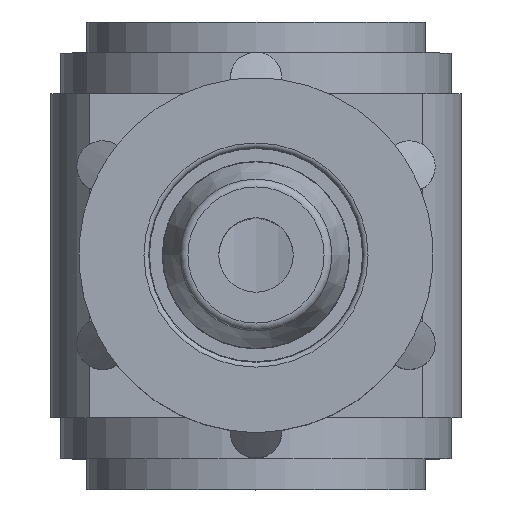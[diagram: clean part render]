
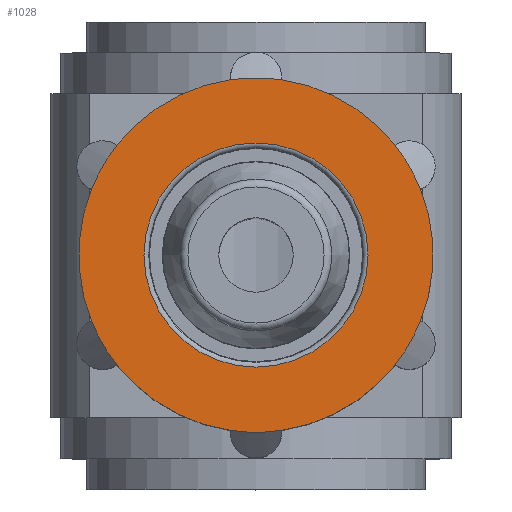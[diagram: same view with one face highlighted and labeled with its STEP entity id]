
A CAD part, top view. The second image highlights one B-rep face of the part: STEP entity #1028.
In plain terms, the highlighted face is planar.
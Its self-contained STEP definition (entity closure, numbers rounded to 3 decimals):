
#151=PLANE('',#1186);
#314=ORIENTED_EDGE('',*,*,#499,.F.);
#315=ORIENTED_EDGE('',*,*,#500,.T.);
#316=ORIENTED_EDGE('',*,*,#501,.T.);
#317=ORIENTED_EDGE('',*,*,#502,.T.);
#318=ORIENTED_EDGE('',*,*,#503,.T.);
#319=ORIENTED_EDGE('',*,*,#504,.T.);
#320=ORIENTED_EDGE('',*,*,#505,.T.);
#321=ORIENTED_EDGE('',*,*,#506,.T.);
#322=ORIENTED_EDGE('',*,*,#507,.T.);
#323=ORIENTED_EDGE('',*,*,#508,.T.);
#324=ORIENTED_EDGE('',*,*,#509,.T.);
#325=ORIENTED_EDGE('',*,*,#510,.T.);
#326=ORIENTED_EDGE('',*,*,#511,.T.);
#499=EDGE_CURVE('',#612,#612,#684,.T.);
#500=EDGE_CURVE('',#613,#614,#685,.T.);
#501=EDGE_CURVE('',#614,#615,#686,.F.);
#502=EDGE_CURVE('',#615,#616,#687,.T.);
#503=EDGE_CURVE('',#616,#617,#688,.F.);
#504=EDGE_CURVE('',#617,#618,#689,.T.);
#505=EDGE_CURVE('',#618,#619,#690,.F.);
#506=EDGE_CURVE('',#619,#620,#691,.T.);
#507=EDGE_CURVE('',#620,#621,#692,.F.);
#508=EDGE_CURVE('',#621,#622,#693,.T.);
#509=EDGE_CURVE('',#622,#623,#694,.F.);
#510=EDGE_CURVE('',#623,#624,#695,.T.);
#511=EDGE_CURVE('',#624,#613,#696,.F.);
#612=VERTEX_POINT('',#1814);
#613=VERTEX_POINT('',#1816);
#614=VERTEX_POINT('',#1817);
#615=VERTEX_POINT('',#1819);
#616=VERTEX_POINT('',#1821);
#617=VERTEX_POINT('',#1823);
#618=VERTEX_POINT('',#1825);
#619=VERTEX_POINT('',#1827);
#620=VERTEX_POINT('',#1829);
#621=VERTEX_POINT('',#1831);
#622=VERTEX_POINT('',#1833);
#623=VERTEX_POINT('',#1835);
#624=VERTEX_POINT('',#1837);
#684=CIRCLE('',#1187,4.363);
#685=CIRCLE('',#1188,6.9);
#686=CIRCLE('',#1189,6.9);
#687=CIRCLE('',#1190,6.9);
#688=CIRCLE('',#1191,6.9);
#689=CIRCLE('',#1192,6.9);
#690=CIRCLE('',#1193,6.9);
#691=CIRCLE('',#1194,6.9);
#692=CIRCLE('',#1195,6.9);
#693=CIRCLE('',#1196,6.9);
#694=CIRCLE('',#1197,6.9);
#695=CIRCLE('',#1198,6.9);
#696=CIRCLE('',#1199,6.9);
#790=EDGE_LOOP('',(#314));
#791=EDGE_LOOP('',(#315,#316,#317,#318,#319,#320,#321,#322,#323,#324,#325,
#326));
#908=FACE_BOUND('',#790,.T.);
#909=FACE_BOUND('',#791,.T.);
#1028=ADVANCED_FACE('',(#908,#909),#151,.F.);
#1186=AXIS2_PLACEMENT_3D('',#1812,#1449,#1450);
#1187=AXIS2_PLACEMENT_3D('',#1813,#1451,#1452);
#1188=AXIS2_PLACEMENT_3D('',#1815,#1453,#1454);
#1189=AXIS2_PLACEMENT_3D('',#1818,#1455,#1456);
#1190=AXIS2_PLACEMENT_3D('',#1820,#1457,#1458);
#1191=AXIS2_PLACEMENT_3D('',#1822,#1459,#1460);
#1192=AXIS2_PLACEMENT_3D('',#1824,#1461,#1462);
#1193=AXIS2_PLACEMENT_3D('',#1826,#1463,#1464);
#1194=AXIS2_PLACEMENT_3D('',#1828,#1465,#1466);
#1195=AXIS2_PLACEMENT_3D('',#1830,#1467,#1468);
#1196=AXIS2_PLACEMENT_3D('',#1832,#1469,#1470);
#1197=AXIS2_PLACEMENT_3D('',#1834,#1471,#1472);
#1198=AXIS2_PLACEMENT_3D('',#1836,#1473,#1474);
#1199=AXIS2_PLACEMENT_3D('',#1838,#1475,#1476);
#1449=DIRECTION('',(-1.,0.,0.));
#1450=DIRECTION('',(0.,0.,1.));
#1451=DIRECTION('',(1.,0.,0.));
#1452=DIRECTION('',(0.,0.,-1.));
#1453=DIRECTION('',(1.,0.,0.));
#1454=DIRECTION('',(0.,0.,-1.));
#1455=DIRECTION('',(-1.,0.,0.));
#1456=DIRECTION('',(0.,0.,1.));
#1457=DIRECTION('',(1.,0.,0.));
#1458=DIRECTION('',(0.,0.,-1.));
#1459=DIRECTION('',(-1.,0.,0.));
#1460=DIRECTION('',(0.,0.,1.));
#1461=DIRECTION('',(1.,0.,0.));
#1462=DIRECTION('',(0.,0.,-1.));
#1463=DIRECTION('',(-1.,0.,0.));
#1464=DIRECTION('',(0.,0.,1.));
#1465=DIRECTION('',(1.,0.,0.));
#1466=DIRECTION('',(0.,0.,-1.));
#1467=DIRECTION('',(-1.,0.,0.));
#1468=DIRECTION('',(0.,0.,1.));
#1469=DIRECTION('',(1.,0.,0.));
#1470=DIRECTION('',(0.,0.,-1.));
#1471=DIRECTION('',(-1.,0.,0.));
#1472=DIRECTION('',(0.,0.,1.));
#1473=DIRECTION('',(1.,0.,0.));
#1474=DIRECTION('',(0.,0.,-1.));
#1475=DIRECTION('',(-1.,0.,0.));
#1476=DIRECTION('',(0.,0.,1.));
#1812=CARTESIAN_POINT('',(11.,6.75,0.));
#1813=CARTESIAN_POINT('',(11.,0.,0.));
#1814=CARTESIAN_POINT('',(11.,0.,-4.363));
#1815=CARTESIAN_POINT('',(11.,0.,0.));
#1816=CARTESIAN_POINT('',(11.,2.55,6.412));
#1817=CARTESIAN_POINT('',(11.,-2.55,6.412));
#1818=CARTESIAN_POINT('',(11.,0.,0.));
#1819=CARTESIAN_POINT('',(11.,-4.278,5.414));
#1820=CARTESIAN_POINT('',(11.,0.,0.));
#1821=CARTESIAN_POINT('',(11.,-6.828,0.997));
#1822=CARTESIAN_POINT('',(11.,0.,0.));
#1823=CARTESIAN_POINT('',(11.,-6.828,-0.997));
#1824=CARTESIAN_POINT('',(11.,0.,0.));
#1825=CARTESIAN_POINT('',(11.,-4.278,-5.414));
#1826=CARTESIAN_POINT('',(11.,0.,0.));
#1827=CARTESIAN_POINT('',(11.,-2.55,-6.412));
#1828=CARTESIAN_POINT('',(11.,0.,0.));
#1829=CARTESIAN_POINT('',(11.,2.55,-6.412));
#1830=CARTESIAN_POINT('',(11.,0.,0.));
#1831=CARTESIAN_POINT('',(11.,4.278,-5.414));
#1832=CARTESIAN_POINT('',(11.,0.,0.));
#1833=CARTESIAN_POINT('',(11.,6.828,-0.997));
#1834=CARTESIAN_POINT('',(11.,0.,0.));
#1835=CARTESIAN_POINT('',(11.,6.828,0.997));
#1836=CARTESIAN_POINT('',(11.,0.,0.));
#1837=CARTESIAN_POINT('',(11.,4.278,5.414));
#1838=CARTESIAN_POINT('',(11.,0.,0.));
